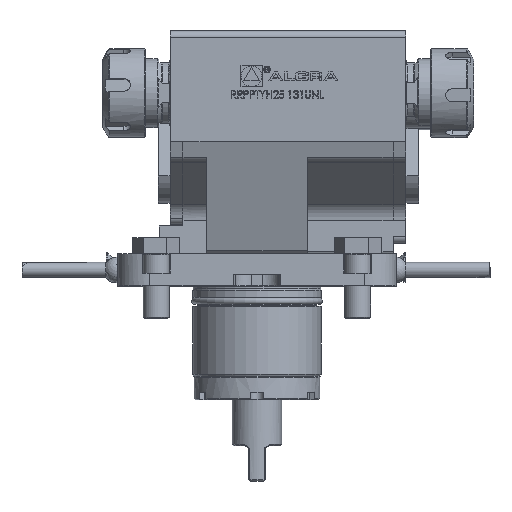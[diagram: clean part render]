
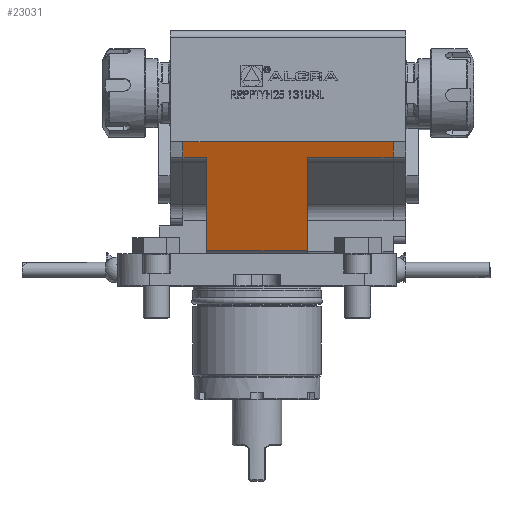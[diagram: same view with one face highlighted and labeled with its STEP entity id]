
A CAD part, top view. The second image highlights one B-rep face of the part: STEP entity #23031.
In plain terms, the highlighted planar face has unit normal (0, -0.309, 0.951).
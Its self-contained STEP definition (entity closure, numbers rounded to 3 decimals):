
#2173 = DIRECTION ( 'NONE',  ( 0., 0.951, 0.309 ) ) ;
#3077 = CARTESIAN_POINT ( 'NONE',  ( -19.328, 42.034, 64. ) ) ;
#3666 = EDGE_CURVE ( 'NONE', #33080, #19771, #9621, .T. ) ;
#3836 = EDGE_CURVE ( 'NONE', #17430, #23999, #18617, .T. ) ;
#4431 = VERTEX_POINT ( 'NONE', #5089 ) ;
#4504 = CARTESIAN_POINT ( 'NONE',  ( -19.328, 42.034, 64. ) ) ;
#5089 = CARTESIAN_POINT ( 'NONE',  ( -106.328, 34.713, 61.621 ) ) ;
#5144 = LINE ( 'NONE', #14067, #35127 ) ;
#5233 = CARTESIAN_POINT ( 'NONE',  ( -117.328, 42.034, 64. ) ) ;
#5577 = EDGE_CURVE ( 'NONE', #33080, #4431, #5144, .T. ) ;
#5717 = VECTOR ( 'NONE', #7845, 1000. ) ;
#5767 = EDGE_CURVE ( 'NONE', #22578, #35959, #30978, .T. ) ;
#5943 = ORIENTED_EDGE ( 'NONE', *, *, #23380, .F. ) ;
#6360 = CARTESIAN_POINT ( 'NONE',  ( -59.328, 34.713, 61.621 ) ) ;
#6446 = DIRECTION ( 'NONE',  ( -1., 0., 0. ) ) ;
#7839 = ORIENTED_EDGE ( 'NONE', *, *, #32926, .F. ) ;
#7845 = DIRECTION ( 'NONE',  ( -1., 0., 0. ) ) ;
#9425 = DIRECTION ( 'NONE',  ( 1., 0., 0. ) ) ;
#9476 = ORIENTED_EDGE ( 'NONE', *, *, #5577, .F. ) ;
#9621 = LINE ( 'NONE', #30141, #36680 ) ;
#9752 = ORIENTED_EDGE ( 'NONE', *, *, #3666, .T. ) ;
#9951 = CARTESIAN_POINT ( 'NONE',  ( -59.328, 0.237, 50.419 ) ) ;
#10116 = ORIENTED_EDGE ( 'NONE', *, *, #3836, .T. ) ;
#10320 = CARTESIAN_POINT ( 'NONE',  ( -132.328, 42.034, 64. ) ) ;
#11260 = DIRECTION ( 'NONE',  ( 0., 0.309, -0.951 ) ) ;
#12765 = LINE ( 'NONE', #19036, #14243 ) ;
#13093 = DIRECTION ( 'NONE',  ( 1., 0., 0. ) ) ;
#14067 = CARTESIAN_POINT ( 'NONE',  ( -106.328, 0.237, 50.419 ) ) ;
#14243 = VECTOR ( 'NONE', #6446, 1000. ) ;
#14601 = CARTESIAN_POINT ( 'NONE',  ( -117.328, 34.713, 61.621 ) ) ;
#16295 = VECTOR ( 'NONE', #37238, 1000. ) ;
#16558 = EDGE_LOOP ( 'NONE', ( #9476, #9752, #17230, #23226, #35676, #7839, #10116, #5943 ) ) ;
#17230 = ORIENTED_EDGE ( 'NONE', *, *, #29057, .T. ) ;
#17430 = VERTEX_POINT ( 'NONE', #5233 ) ;
#18617 = LINE ( 'NONE', #30673, #18641 ) ;
#18641 = VECTOR ( 'NONE', #26906, 1000. ) ;
#19036 = CARTESIAN_POINT ( 'NONE',  ( -59.328, 34.713, 61.621 ) ) ;
#19185 = DIRECTION ( 'NONE',  ( 0., 0.951, 0.309 ) ) ;
#19771 = VERTEX_POINT ( 'NONE', #26867 ) ;
#20689 = DIRECTION ( 'NONE',  ( 0., 0.951, 0.309 ) ) ;
#22578 = VERTEX_POINT ( 'NONE', #23665 ) ;
#22682 = AXIS2_PLACEMENT_3D ( 'NONE', #38801, #11260, #20689 ) ;
#23031 = ADVANCED_FACE ( 'NONE', ( #23619 ), #26205, .F. ) ;
#23226 = ORIENTED_EDGE ( 'NONE', *, *, #34472, .F. ) ;
#23380 = EDGE_CURVE ( 'NONE', #4431, #23999, #33200, .T. ) ;
#23619 = FACE_OUTER_BOUND ( 'NONE', #16558, .T. ) ;
#23665 = CARTESIAN_POINT ( 'NONE',  ( -19.328, 34.713, 61.621 ) ) ;
#23999 = VERTEX_POINT ( 'NONE', #14601 ) ;
#24166 = VECTOR ( 'NONE', #13093, 1000. ) ;
#26205 = PLANE ( 'NONE',  #22682 ) ;
#26867 = CARTESIAN_POINT ( 'NONE',  ( -59.328, -8.806, 47.481 ) ) ;
#26906 = DIRECTION ( 'NONE',  ( 0., -0.951, -0.309 ) ) ;
#28442 = VERTEX_POINT ( 'NONE', #6360 ) ;
#29057 = EDGE_CURVE ( 'NONE', #19771, #28442, #36735, .T. ) ;
#30141 = CARTESIAN_POINT ( 'NONE',  ( -132.328, -8.806, 47.481 ) ) ;
#30673 = CARTESIAN_POINT ( 'NONE',  ( -117.328, 43.738, 64.554 ) ) ;
#30978 = LINE ( 'NONE', #4504, #16295 ) ;
#32926 = EDGE_CURVE ( 'NONE', #17430, #35959, #33584, .T. ) ;
#33080 = VERTEX_POINT ( 'NONE', #38251 ) ;
#33200 = LINE ( 'NONE', #38165, #5717 ) ;
#33584 = LINE ( 'NONE', #10320, #24166 ) ;
#34472 = EDGE_CURVE ( 'NONE', #22578, #28442, #12765, .T. ) ;
#35104 = VECTOR ( 'NONE', #19185, 1000. ) ;
#35127 = VECTOR ( 'NONE', #2173, 1000. ) ;
#35676 = ORIENTED_EDGE ( 'NONE', *, *, #5767, .T. ) ;
#35959 = VERTEX_POINT ( 'NONE', #3077 ) ;
#36680 = VECTOR ( 'NONE', #9425, 1000. ) ;
#36735 = LINE ( 'NONE', #9951, #35104 ) ;
#37238 = DIRECTION ( 'NONE',  ( 0., 0.951, 0.309 ) ) ;
#38165 = CARTESIAN_POINT ( 'NONE',  ( -106.328, 34.713, 61.621 ) ) ;
#38251 = CARTESIAN_POINT ( 'NONE',  ( -106.328, -8.806, 47.481 ) ) ;
#38801 = CARTESIAN_POINT ( 'NONE',  ( -132.328, 42.034, 64. ) ) ;
